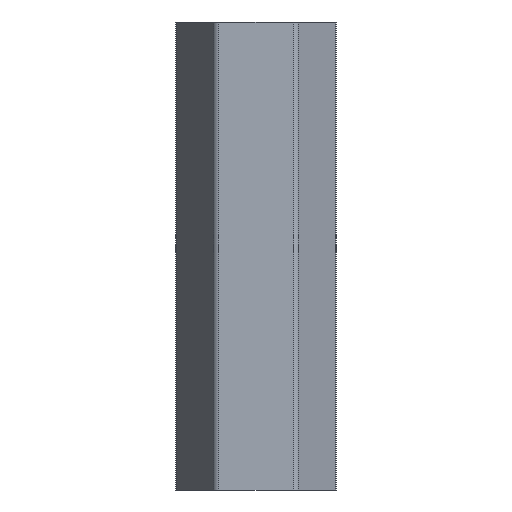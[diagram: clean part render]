
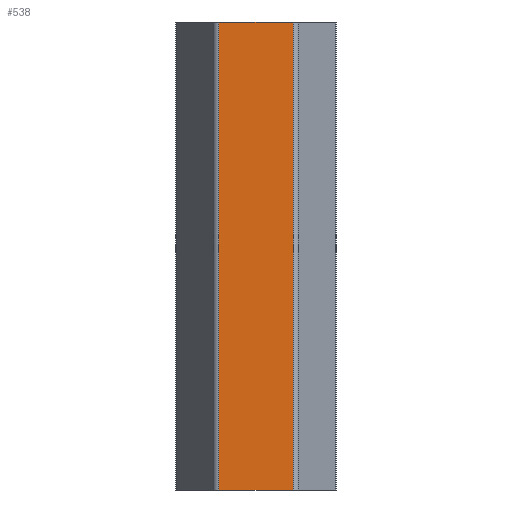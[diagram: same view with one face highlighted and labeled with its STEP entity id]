
A CAD part, left-side view. The second image highlights one B-rep face of the part: STEP entity #538.
In plain terms, the highlighted planar face has unit normal (-1, 0, 0).
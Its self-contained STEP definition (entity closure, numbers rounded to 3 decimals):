
#20=PLANE('',#593);
#47=FACE_OUTER_BOUND('',#77,.T.);
#77=EDGE_LOOP('',(#449,#450,#451,#452));
#154=LINE('',#2585,#189);
#155=LINE('',#2590,#190);
#156=LINE('',#2593,#191);
#157=LINE('',#2594,#192);
#189=VECTOR('',#685,10.);
#190=VECTOR('',#692,10.);
#191=VECTOR('',#695,10.);
#192=VECTOR('',#696,10.);
#247=VERTEX_POINT('',#2582);
#248=VERTEX_POINT('',#2584);
#249=VERTEX_POINT('',#2588);
#250=VERTEX_POINT('',#2592);
#318=EDGE_CURVE('',#248,#247,#154,.T.);
#321=EDGE_CURVE('',#248,#249,#155,.T.);
#322=EDGE_CURVE('',#250,#247,#156,.T.);
#323=EDGE_CURVE('',#249,#250,#157,.T.);
#449=ORIENTED_EDGE('',*,*,#321,.F.);
#450=ORIENTED_EDGE('',*,*,#318,.T.);
#451=ORIENTED_EDGE('',*,*,#322,.F.);
#452=ORIENTED_EDGE('',*,*,#323,.F.);
#538=ADVANCED_FACE('',(#47),#20,.T.);
#593=AXIS2_PLACEMENT_3D('',#2591,#693,#694);
#685=DIRECTION('',(0.,-1.,0.));
#692=DIRECTION('',(0.,0.,1.));
#693=DIRECTION('center_axis',(-1.,0.,0.));
#694=DIRECTION('ref_axis',(0.,-1.,0.));
#695=DIRECTION('',(0.,0.,-1.));
#696=DIRECTION('',(0.,-1.,0.));
#2582=CARTESIAN_POINT('',(-30.,-15.877,0.));
#2584=CARTESIAN_POINT('',(-30.,15.877,0.));
#2585=CARTESIAN_POINT('',(-30.,17.321,0.));
#2588=CARTESIAN_POINT('',(-30.,15.877,200.));
#2590=CARTESIAN_POINT('',(-30.,15.877,0.));
#2591=CARTESIAN_POINT('Origin',(-30.,17.321,0.));
#2592=CARTESIAN_POINT('',(-30.,-15.877,200.));
#2593=CARTESIAN_POINT('',(-30.,-15.877,0.));
#2594=CARTESIAN_POINT('',(-30.,17.321,200.));
